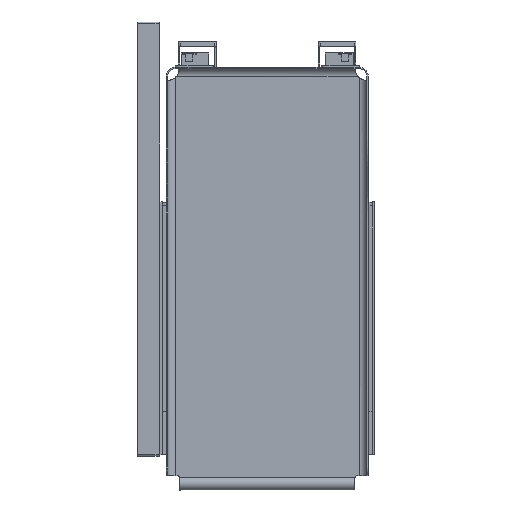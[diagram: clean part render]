
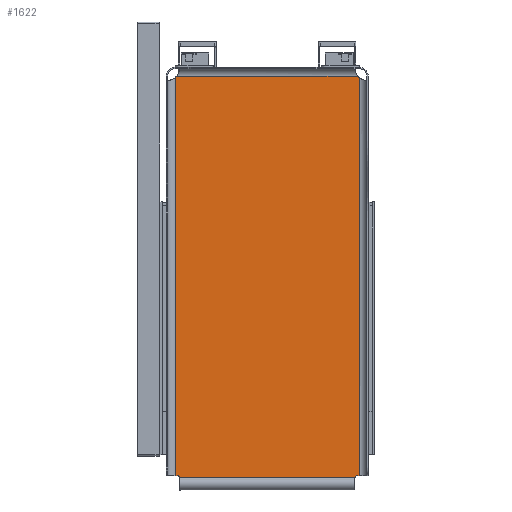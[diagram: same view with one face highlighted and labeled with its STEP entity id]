
A CAD part, top view. The second image highlights one B-rep face of the part: STEP entity #1622.
In plain terms, the highlighted planar face has unit normal (0, 0, 1).
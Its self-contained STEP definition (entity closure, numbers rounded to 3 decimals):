
#1622=ADVANCED_FACE('',(#4003),#4004,.F.);
#4003=FACE_OUTER_BOUND('',#50870,.T.);
#4004=PLANE('',#50871);
#50870=EDGE_LOOP('',(#59205,#59206,#59207,#59208,#59209,#59210,#59211,#59212,#59213,#59214));
#50871=AXIS2_PLACEMENT_3D('',#59215,#59216,#59217);
#59205=ORIENTED_EDGE('',*,*,#65312,.T.);
#59206=ORIENTED_EDGE('',*,*,#65080,.T.);
#59207=ORIENTED_EDGE('',*,*,#65186,.F.);
#59208=ORIENTED_EDGE('',*,*,#65182,.F.);
#59209=ORIENTED_EDGE('',*,*,#65205,.F.);
#59210=ORIENTED_EDGE('',*,*,#65201,.T.);
#59211=ORIENTED_EDGE('',*,*,#65313,.T.);
#59212=ORIENTED_EDGE('',*,*,#65174,.F.);
#59213=ORIENTED_EDGE('',*,*,#65167,.T.);
#59214=ORIENTED_EDGE('',*,*,#65163,.F.);
#59215=CARTESIAN_POINT('',(-788.0,431.5,30.65));
#59216=DIRECTION('',(0.,0.,-1.0));
#59217=DIRECTION('',(0.,1.0,0.));
#65080=EDGE_CURVE('',#69783,#69781,#69784,.T.);
#65163=EDGE_CURVE('',#69934,#69936,#69937,.T.);
#65167=EDGE_CURVE('',#69943,#69936,#69944,.T.);
#65174=EDGE_CURVE('',#69943,#69953,#69954,.T.);
#65182=EDGE_CURVE('',#69967,#69969,#69970,.T.);
#65186=EDGE_CURVE('',#69969,#69781,#69975,.T.);
#65201=EDGE_CURVE('',#70000,#69998,#70001,.T.);
#65205=EDGE_CURVE('',#70000,#69967,#70005,.T.);
#65312=EDGE_CURVE('',#69934,#69783,#70166,.F.);
#65313=EDGE_CURVE('',#69998,#69953,#70167,.T.);
#69781=VERTEX_POINT('',#87085);
#69783=VERTEX_POINT('',#87088);
#69784=LINE('',#87089,#87090);
#69934=VERTEX_POINT('',#87344);
#69936=VERTEX_POINT('',#87371);
#69937=CIRCLE('',#87372,15.0);
#69943=VERTEX_POINT('',#87404);
#69944=LINE('',#87405,#87406);
#69953=VERTEX_POINT('',#87492);
#69954=CIRCLE('',#87493,15.0);
#69967=VERTEX_POINT('',#87529);
#69969=VERTEX_POINT('',#87536);
#69970=LINE('',#87537,#87538);
#69975=CIRCLE('',#87554,3.0);
#69998=VERTEX_POINT('',#87588);
#70000=VERTEX_POINT('',#87590);
#70001=LINE('',#87591,#87592);
#70005=CIRCLE('',#87598,3.0);
#70166=LINE('',#87845,#87846);
#70167=LINE('',#87847,#87848);
#87085=CARTESIAN_POINT('',(-776.0,-23.5,30.65));
#87088=CARTESIAN_POINT('',(-778.0,-23.5,30.65));
#87089=CARTESIAN_POINT('',(-788.0,-23.5,30.65));
#87090=VECTOR('',#94144,1.0);
#87344=CARTESIAN_POINT('',(-778.0,420.32,30.65));
#87371=CARTESIAN_POINT('',(-776.82,421.5,30.65));
#87372=AXIS2_PLACEMENT_3D('',#94274,#94275,#94276);
#87404=CARTESIAN_POINT('',(-574.18,421.5,30.65));
#87405=CARTESIAN_POINT('',(-788.0,421.5,30.65));
#87406=VECTOR('',#94281,1.0);
#87492=CARTESIAN_POINT('',(-573.0,420.32,30.65));
#87493=AXIS2_PLACEMENT_3D('',#94287,#94288,#94289);
#87529=CARTESIAN_POINT('',(-577.832,-25.511,30.65));
#87536=CARTESIAN_POINT('',(-773.168,-25.511,30.65));
#87537=CARTESIAN_POINT('',(-578.0,-25.511,30.65));
#87538=VECTOR('',#94301,1.0);
#87554=AXIS2_PLACEMENT_3D('',#94303,#94304,#94305);
#87588=CARTESIAN_POINT('',(-573.0,-23.5,30.65));
#87590=CARTESIAN_POINT('',(-575.0,-23.5,30.65));
#87591=CARTESIAN_POINT('',(-788.0,-23.5,30.65));
#87592=VECTOR('',#94333,1.0);
#87598=AXIS2_PLACEMENT_3D('',#94339,#94340,#94341);
#87845=CARTESIAN_POINT('',(-778.0,431.5,30.65));
#87846=VECTOR('',#94498,1.0);
#87847=CARTESIAN_POINT('',(-573.0,431.5,30.65));
#87848=VECTOR('',#94499,1.0);
#94144=DIRECTION('',(1.0,0.,0.));
#94274=CARTESIAN_POINT('',(-788.0,431.5,30.65));
#94275=DIRECTION('',(0.,0.,1.0));
#94276=DIRECTION('',(-1.0,0.,0.));
#94281=DIRECTION('',(-1.0,0.,0.));
#94287=CARTESIAN_POINT('',(-563.0,431.5,30.65));
#94288=DIRECTION('',(0.,0.,1.0));
#94289=DIRECTION('',(-1.0,0.,0.));
#94301=DIRECTION('',(-1.0,0.,0.));
#94303=CARTESIAN_POINT('',(-776.0,-26.5,30.65));
#94304=DIRECTION('',(0.,0.,1.0));
#94305=DIRECTION('',(-1.0,0.,0.));
#94333=DIRECTION('',(1.0,0.,0.));
#94339=CARTESIAN_POINT('',(-575.0,-26.5,30.65));
#94340=DIRECTION('',(0.,0.,1.0));
#94341=DIRECTION('',(-1.0,0.,0.));
#94498=DIRECTION('',(0.,1.0,0.));
#94499=DIRECTION('',(0.,1.0,0.));
